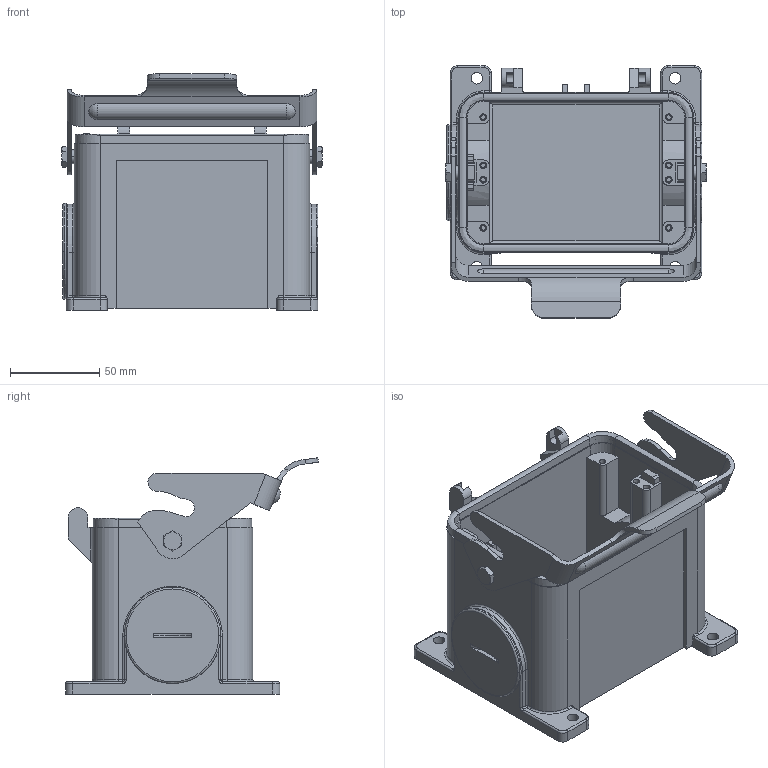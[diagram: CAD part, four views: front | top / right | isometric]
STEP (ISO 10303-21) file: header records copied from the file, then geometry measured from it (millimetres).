
FILE_DESCRIPTION(('Creo Elements/Direct Modeling STEP Export'),'2;1');
FILE_NAME('0ln7uvk5bf6rgvv5108','2021-06-30T13:46:07',(''),(''),'Creo Elements/Direct Modeling STEP processor for AP214 (Solid Model)','Creo Elements/Direct Modeling 20.1B 02-Apr-2019 (C) Parametric Technology GmbH','');
FILE_SCHEMA(('AUTOMOTIVE_DESIGN { 1 0 10303 214 1 1 1 1 }'));
Length unit declared in the file: millimetre
Products named in the file (2): CHP_48_L
Assembly tree (1 placements, depth 2):
  CHP_48_L
    CHP_48_L
Bounding box: 146 x 141.76 x 132.55 mm (x, y, z)
Volume: 330031.6 mm3; surface area: 138899.8 mm2
Topology: 1 solids, 6 shells, 511 faces, 1294 edges, 812 vertices
Faces by surface type: plane 227, cylinder 206, cone 32, torus 26, sphere 12, bspline 8
Entity records: 19653 total; most frequent: CARTESIAN_POINT 3418, ORIENTED_EDGE 2572, DIRECTION 2469, EDGE_CURVE 1286, AXIS2_PLACEMENT_3D 859, VERTEX_POINT 812, VECTOR 751, LINE 751
